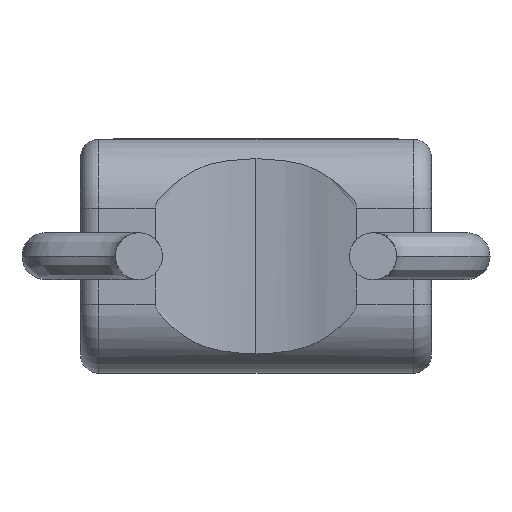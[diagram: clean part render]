
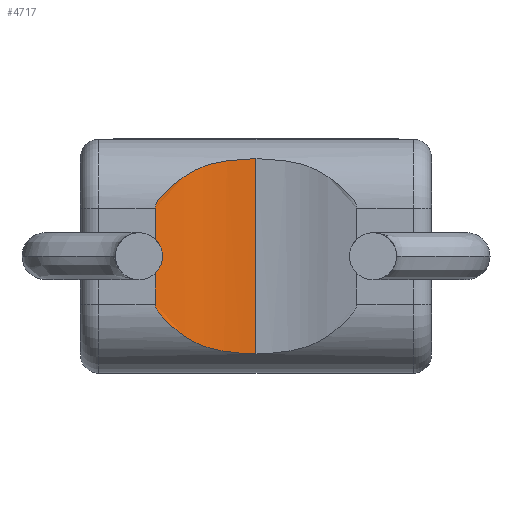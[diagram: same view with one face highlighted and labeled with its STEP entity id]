
A CAD part, front view. The second image highlights one B-rep face of the part: STEP entity #4717.
In plain terms, the highlighted free-form (B-spline) face has degree [3, 1] with [4, 2] control points.
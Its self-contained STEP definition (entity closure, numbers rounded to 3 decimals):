
#16 = B_SPLINE_CURVE_WITH_KNOTS ( 'NONE', 3,
 ( #4108, #3248, #2318, #2421, #5053, #3282, #5450, #4220, #661, #3338, #5514, #2482, #5491, #5473 ),
 .UNSPECIFIED., .F., .F.,
 ( 4, 2, 2, 2, 2, 2, 4 ),
 ( 0., 0., 0.001, 0.001, 0.001, 0.001, 0.001 ),
 .UNSPECIFIED. ) ;
#52 = ORIENTED_EDGE ( 'NONE', *, *, #2118, .T. ) ;
#595 = EDGE_CURVE ( 'NONE', #4425, #2848, #2096, .T. ) ;
#661 = CARTESIAN_POINT ( 'NONE',  ( 0.925, 0.022, 1.973 ) ) ;
#671 = CARTESIAN_POINT ( 'NONE',  ( 0.821, 0.002, 0.695 ) ) ;
#850 = CARTESIAN_POINT ( 'NONE',  ( 1.905, 0.23, 0.21 ) ) ;
#1047 = CARTESIAN_POINT ( 'NONE',  ( 1.905, 0.23, 0. ) ) ;
#1107 = CARTESIAN_POINT ( 'NONE',  ( 1.173, 0.103, 0.366 ) ) ;
#1314 = ORIENTED_EDGE ( 'NONE', *, *, #595, .F. ) ;
#1387 = VERTEX_POINT ( 'NONE', #5211 ) ;
#1460 = VECTOR ( 'NONE', #4625, 1000. ) ;
#1495 = B_SPLINE_SURFACE_WITH_KNOTS ( 'NONE', 3, 1, ( 
 ( #2097, #5613 ),
 ( #3911, #3441 ),
 ( #1717, #1734 ),
 ( #5128, #4722 ) ),
 .UNSPECIFIED., .F., .F., .F.,
 ( 4, 4 ),
 ( 2, 2 ),
 ( 0., 1. ),
 ( 0., 1. ),
 .UNSPECIFIED. ) ;
#1515 = CARTESIAN_POINT ( 'NONE',  ( 1.471, 0.189, 0.252 ) ) ;
#1558 = CARTESIAN_POINT ( 'NONE',  ( 1.364, 0.164, 0.279 ) ) ;
#1582 = CARTESIAN_POINT ( 'NONE',  ( 0.81, 0., 0.75 ) ) ;
#1717 = CARTESIAN_POINT ( 'NONE',  ( 1.17, 0.053, 0.197 ) ) ;
#1734 = CARTESIAN_POINT ( 'NONE',  ( 1.17, 0.053, 2.343 ) ) ;
#1933 = VERTEX_POINT ( 'NONE', #850 ) ;
#1940 = ORIENTED_EDGE ( 'NONE', *, *, #4447, .T. ) ;
#2007 = CARTESIAN_POINT ( 'NONE',  ( 0.81, 0., 1.79 ) ) ;
#2096 = LINE ( 'NONE', #5405, #4796 ) ;
#2097 = CARTESIAN_POINT ( 'NONE',  ( 1.905, 0.23, 0.197 ) ) ;
#2118 = EDGE_CURVE ( 'NONE', #4425, #1933, #5247, .T. ) ;
#2163 = EDGE_LOOP ( 'NONE', ( #52, #1940, #3711, #1314 ) ) ;
#2318 = CARTESIAN_POINT ( 'NONE',  ( 1.686, 0.219, 2.32 ) ) ;
#2410 = CARTESIAN_POINT ( 'NONE',  ( 0.965, 0.032, 0.532 ) ) ;
#2421 = CARTESIAN_POINT ( 'NONE',  ( 1.471, 0.189, 2.288 ) ) ;
#2428 = CARTESIAN_POINT ( 'NONE',  ( 1.088, 0.069, 0.427 ) ) ;
#2450 = CARTESIAN_POINT ( 'NONE',  ( 1.905, 0.23, 0.21 ) ) ;
#2482 = CARTESIAN_POINT ( 'NONE',  ( 0.822, 0.002, 1.845 ) ) ;
#2846 = CARTESIAN_POINT ( 'NONE',  ( 0.869, 0.01, 0.628 ) ) ;
#2848 = VERTEX_POINT ( 'NONE', #2007 ) ;
#2863 = DIRECTION ( 'NONE',  ( 0., 0., 1. ) ) ;
#2865 = CARTESIAN_POINT ( 'NONE',  ( 1.795, 0.227, 0.213 ) ) ;
#3204 = EDGE_CURVE ( 'NONE', #1387, #2848, #16, .T. ) ;
#3248 = CARTESIAN_POINT ( 'NONE',  ( 1.795, 0.227, 2.327 ) ) ;
#3282 = CARTESIAN_POINT ( 'NONE',  ( 1.174, 0.104, 2.174 ) ) ;
#3338 = CARTESIAN_POINT ( 'NONE',  ( 0.87, 0.01, 1.913 ) ) ;
#3441 = CARTESIAN_POINT ( 'NONE',  ( 1.255, 0.21, 2.343 ) ) ;
#3523 = LINE ( 'NONE', #1047, #1460 ) ;
#3711 = ORIENTED_EDGE ( 'NONE', *, *, #3204, .T. ) ;
#3911 = CARTESIAN_POINT ( 'NONE',  ( 1.255, 0.21, 0.197 ) ) ;
#4108 = CARTESIAN_POINT ( 'NONE',  ( 1.905, 0.23, 2.33 ) ) ;
#4111 = CARTESIAN_POINT ( 'NONE',  ( 0.81, 0., 0.75 ) ) ;
#4220 = CARTESIAN_POINT ( 'NONE',  ( 0.965, 0.032, 2.009 ) ) ;
#4425 = VERTEX_POINT ( 'NONE', #4111 ) ;
#4447 = EDGE_CURVE ( 'NONE', #1933, #1387, #3523, .T. ) ;
#4625 = DIRECTION ( 'NONE',  ( 0., 0., 1. ) ) ;
#4633 = CARTESIAN_POINT ( 'NONE',  ( 0.81, 0., 0.722 ) ) ;
#4717 = ADVANCED_FACE ( 'NONE', ( #4791 ), #1495, .F. ) ;
#4722 = CARTESIAN_POINT ( 'NONE',  ( 0.81, 0., 2.343 ) ) ;
#4791 = FACE_OUTER_BOUND ( 'NONE', #2163, .T. ) ;
#4796 = VECTOR ( 'NONE', #2863, 1000. ) ;
#4981 = CARTESIAN_POINT ( 'NONE',  ( 1.685, 0.219, 0.22 ) ) ;
#5039 = CARTESIAN_POINT ( 'NONE',  ( 0.925, 0.021, 0.568 ) ) ;
#5053 = CARTESIAN_POINT ( 'NONE',  ( 1.365, 0.164, 2.261 ) ) ;
#5128 = CARTESIAN_POINT ( 'NONE',  ( 0.81, 0., 0.197 ) ) ;
#5211 = CARTESIAN_POINT ( 'NONE',  ( 1.905, 0.23, 2.33 ) ) ;
#5247 = B_SPLINE_CURVE_WITH_KNOTS ( 'NONE', 3,
 ( #1582, #4633, #671, #5420, #2846, #5039, #2410, #2428, #1107, #1558, #1515, #4981, #2865, #2450 ),
 .UNSPECIFIED., .F., .F.,
 ( 4, 2, 2, 2, 2, 2, 4 ),
 ( 0., 0., 0., 0., 0.001, 0.001, 0.001 ),
 .UNSPECIFIED. ) ;
#5405 = CARTESIAN_POINT ( 'NONE',  ( 0.81, 0., 0. ) ) ;
#5420 = CARTESIAN_POINT ( 'NONE',  ( 0.851, 0.006, 0.649 ) ) ;
#5450 = CARTESIAN_POINT ( 'NONE',  ( 1.088, 0.069, 2.113 ) ) ;
#5473 = CARTESIAN_POINT ( 'NONE',  ( 0.81, 0., 1.79 ) ) ;
#5491 = CARTESIAN_POINT ( 'NONE',  ( 0.81, 0., 1.818 ) ) ;
#5514 = CARTESIAN_POINT ( 'NONE',  ( 0.852, 0.007, 1.892 ) ) ;
#5613 = CARTESIAN_POINT ( 'NONE',  ( 1.905, 0.23, 2.343 ) ) ;
